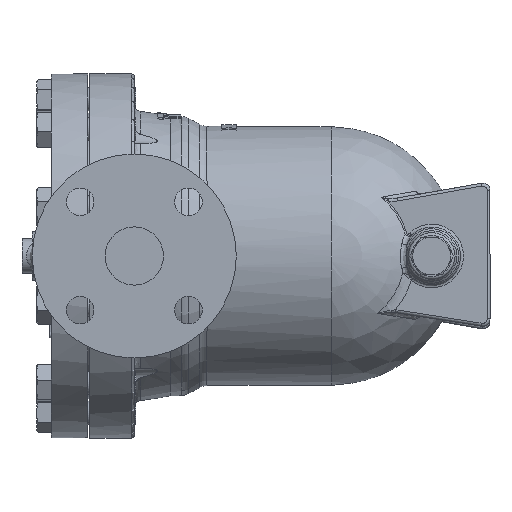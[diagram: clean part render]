
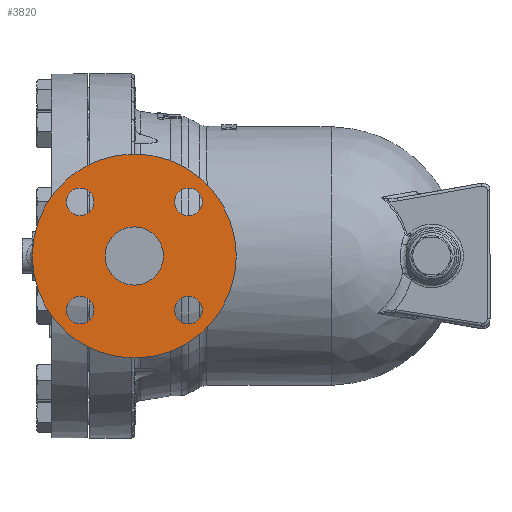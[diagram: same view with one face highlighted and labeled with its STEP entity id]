
A CAD part, left-side view. The second image highlights one B-rep face of the part: STEP entity #3820.
In plain terms, the highlighted planar face has unit normal (-1, 0, 0).
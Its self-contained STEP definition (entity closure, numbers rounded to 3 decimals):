
#3624=CARTESIAN_POINT('',(-194.,38.,0.0));
#3625=VERTEX_POINT('',#3624);
#3626=CARTESIAN_POINT('',(-194.,-32.,0.0));
#3627=DIRECTION('',(1.0,0.0,0.0));
#3628=DIRECTION('',(0.0,1.0,0.0));
#3629=AXIS2_PLACEMENT_3D('',#3626,#3627,#3628);
#3630=CIRCLE('',#3629,70.0);
#3631=EDGE_CURVE('',#3625,#3625,#3630,.T.);
#3647=CARTESIAN_POINT('',(-194.,-78.623,-37.123));
#3648=VERTEX_POINT('',#3647);
#3649=CARTESIAN_POINT('',(-194.,-69.123,-37.123));
#3650=DIRECTION('',(1.0,0.0,0.0));
#3651=DIRECTION('',(0.0,-1.0,0.0));
#3652=AXIS2_PLACEMENT_3D('',#3649,#3650,#3651);
#3653=CIRCLE('',#3652,9.5);
#3654=EDGE_CURVE('',#3648,#3648,#3653,.T.);
#3667=CARTESIAN_POINT('',(-194.,-69.123,46.623));
#3668=VERTEX_POINT('',#3667);
#3669=CARTESIAN_POINT('',(-194.,-69.123,37.123));
#3670=DIRECTION('',(1.0,0.0,0.0));
#3671=DIRECTION('',(0.0,0.0,1.0));
#3672=AXIS2_PLACEMENT_3D('',#3669,#3670,#3671);
#3673=CIRCLE('',#3672,9.5);
#3674=EDGE_CURVE('',#3668,#3668,#3673,.T.);
#3687=CARTESIAN_POINT('',(-194.,14.623,37.123));
#3688=VERTEX_POINT('',#3687);
#3689=CARTESIAN_POINT('',(-194.,5.123,37.123));
#3690=DIRECTION('',(1.0,0.0,0.0));
#3691=DIRECTION('',(0.0,1.0,0.0));
#3692=AXIS2_PLACEMENT_3D('',#3689,#3690,#3691);
#3693=CIRCLE('',#3692,9.5);
#3694=EDGE_CURVE('',#3688,#3688,#3693,.T.);
#3707=CARTESIAN_POINT('',(-194.,5.123,-46.623));
#3708=VERTEX_POINT('',#3707);
#3709=CARTESIAN_POINT('',(-194.0,5.123,-37.123));
#3710=DIRECTION('',(1.0,0.0,0.0));
#3711=DIRECTION('',(0.0,0.0,-1.0));
#3712=AXIS2_PLACEMENT_3D('',#3709,#3710,#3711);
#3713=CIRCLE('',#3712,9.5);
#3714=EDGE_CURVE('',#3708,#3708,#3713,.T.);
#3789=CARTESIAN_POINT('',(-194.,13.,0.0));
#3790=DIRECTION('',(1.0,0.0,0.0));
#3791=DIRECTION('',(0.0,0.0,-1.0));
#3792=AXIS2_PLACEMENT_3D('',#3789,#3790,#3791);
#3793=PLANE('',#3792);
#3794=ORIENTED_EDGE('',*,*,#3631,.F.);
#3795=EDGE_LOOP('',(#3794));
#3796=FACE_OUTER_BOUND('',#3795,.T.);
#3797=ORIENTED_EDGE('',*,*,#3654,.T.);
#3798=EDGE_LOOP('',(#3797));
#3799=FACE_BOUND('',#3798,.T.);
#3800=ORIENTED_EDGE('',*,*,#3674,.T.);
#3801=EDGE_LOOP('',(#3800));
#3802=FACE_BOUND('',#3801,.T.);
#3803=ORIENTED_EDGE('',*,*,#3694,.T.);
#3804=EDGE_LOOP('',(#3803));
#3805=FACE_BOUND('',#3804,.T.);
#3806=ORIENTED_EDGE('',*,*,#3714,.T.);
#3807=EDGE_LOOP('',(#3806));
#3808=FACE_BOUND('',#3807,.T.);
#3809=CARTESIAN_POINT('',(-194.,-12.,0.0));
#3810=VERTEX_POINT('',#3809);
#3811=CARTESIAN_POINT('',(-194.,-32.,0.0));
#3812=DIRECTION('',(1.0,0.0,0.0));
#3813=DIRECTION('',(0.0,1.0,0.0));
#3814=AXIS2_PLACEMENT_3D('',#3811,#3812,#3813);
#3815=CIRCLE('',#3814,20.0);
#3816=EDGE_CURVE('',#3810,#3810,#3815,.T.);
#3817=ORIENTED_EDGE('',*,*,#3816,.T.);
#3818=EDGE_LOOP('',(#3817));
#3819=FACE_BOUND('',#3818,.T.);
#3820=ADVANCED_FACE('',(#3796,#3799,#3802,#3805,#3808,#3819),#3793,.F.);
